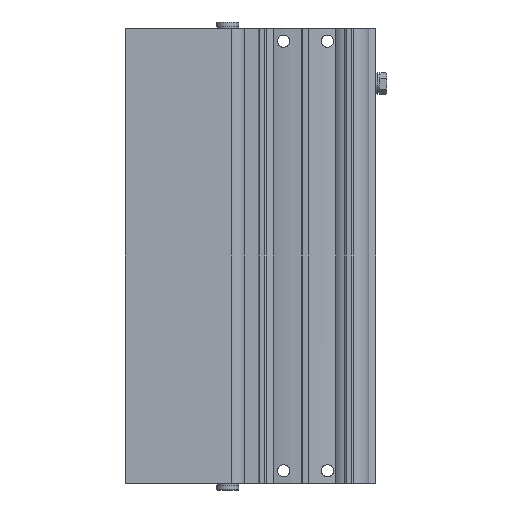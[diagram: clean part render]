
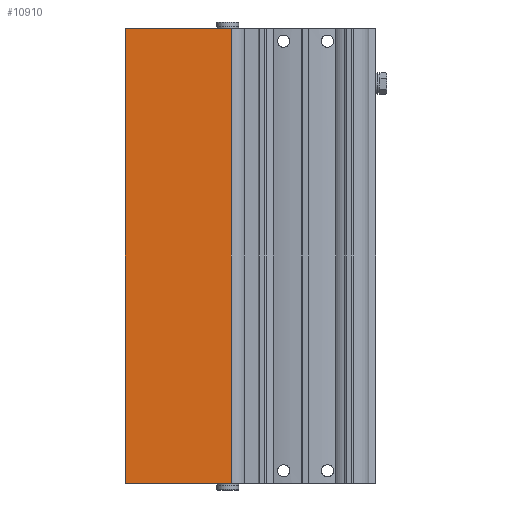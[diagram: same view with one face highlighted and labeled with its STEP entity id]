
A CAD part, front view. The second image highlights one B-rep face of the part: STEP entity #10910.
In plain terms, the highlighted planar face has unit normal (0, -1, 0).
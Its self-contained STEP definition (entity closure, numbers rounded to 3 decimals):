
#663=LINE('',#17329,#1442);
#723=LINE('',#17600,#1502);
#724=LINE('',#17602,#1503);
#725=LINE('',#17604,#1504);
#1442=VECTOR('',#13732,1000.);
#1502=VECTOR('',#13922,1000.);
#1503=VECTOR('',#13925,1000.);
#1504=VECTOR('',#13926,1000.);
#2544=ORIENTED_EDGE('',*,*,#5345,.T.);
#2545=ORIENTED_EDGE('',*,*,#5346,.F.);
#2546=ORIENTED_EDGE('',*,*,#5242,.F.);
#2547=ORIENTED_EDGE('',*,*,#5344,.T.);
#5242=EDGE_CURVE('',#6671,#6672,#663,.T.);
#5344=EDGE_CURVE('',#6671,#6741,#723,.T.);
#5345=EDGE_CURVE('',#6741,#6742,#724,.T.);
#5346=EDGE_CURVE('',#6672,#6742,#725,.T.);
#6671=VERTEX_POINT('',#17328);
#6672=VERTEX_POINT('',#17330);
#6741=VERTEX_POINT('',#17599);
#6742=VERTEX_POINT('',#17603);
#8240=EDGE_LOOP('',(#2544,#2545,#2546,#2547));
#9457=FACE_BOUND('',#8240,.T.);
#10529=PLANE('',#12143);
#10910=ADVANCED_FACE('',(#9457),#10529,.F.);
#12143=AXIS2_PLACEMENT_3D('',#17601,#13923,#13924);
#13732=DIRECTION('',(1.,0.,0.));
#13922=DIRECTION('',(0.,0.,-1.));
#13923=DIRECTION('',(0.,1.,0.));
#13924=DIRECTION('',(0.,0.,1.));
#13925=DIRECTION('',(1.,0.,0.));
#13926=DIRECTION('',(0.,0.,-1.));
#17328=CARTESIAN_POINT('',(52.8,-23.,166.));
#17329=CARTESIAN_POINT('',(52.8,-23.,166.));
#17330=CARTESIAN_POINT('',(91.5,-23.,166.));
#17599=CARTESIAN_POINT('',(52.8,-23.,0.));
#17600=CARTESIAN_POINT('',(52.8,-23.,166.));
#17601=CARTESIAN_POINT('',(52.8,-23.,166.));
#17602=CARTESIAN_POINT('',(52.8,-23.,0.));
#17603=CARTESIAN_POINT('',(91.5,-23.,0.));
#17604=CARTESIAN_POINT('',(91.5,-23.,166.));
